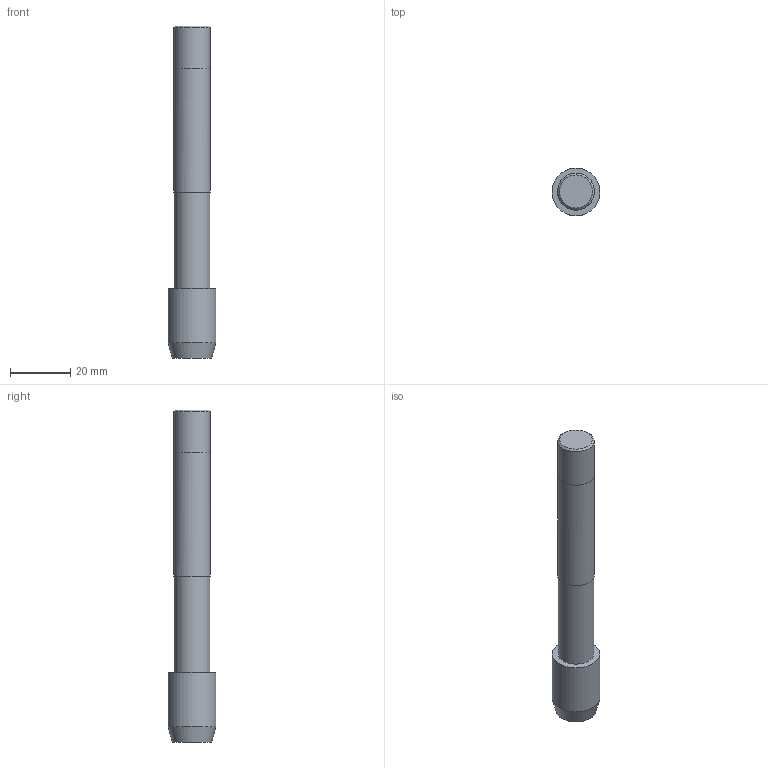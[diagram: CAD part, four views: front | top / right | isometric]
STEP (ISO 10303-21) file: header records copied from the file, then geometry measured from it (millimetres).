
FILE_DESCRIPTION ((), '3-D model version:1');
FILE_NAME ('E8865/8', '2013-09-13T09:51:21', ('InteractiveCad'), ('AB Sandvik Coromant'), 'HarmonyWare STEP v1.9.12', 'T3D tool generator', '');
FILE_SCHEMA (('CONFIG_CONTROL_DESIGN'));
Length unit declared in the file: millimetre
Products named in the file (2): NONE
Bounding box: 15.87 x 15.87 x 110 mm (x, y, z)
Volume: 14363.3 mm3; surface area: 5156.2 mm2
Topology: 2 solids, 2 shells, 12 faces, 17 edges, 10 vertices
Faces by surface type: bspline 12
Entity records: 544 total; most frequent: CARTESIAN_POINT 181, ORIENTED_EDGE 34, DIRECTION 25, EDGE_CURVE 17, PERSON 16, ORGANIZATION 16, PERSON_AND_ORGANIZATION 16, EDGE_LOOP 13
